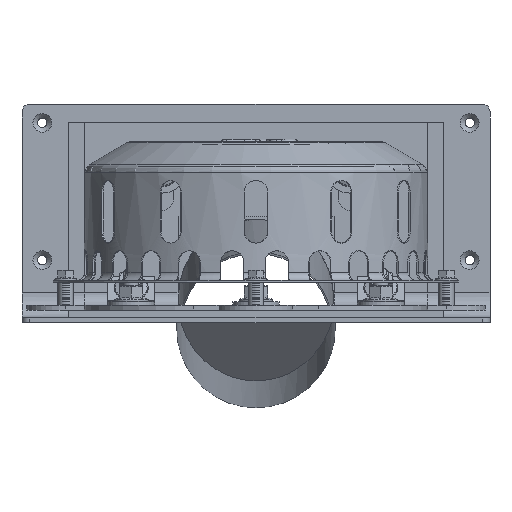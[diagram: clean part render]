
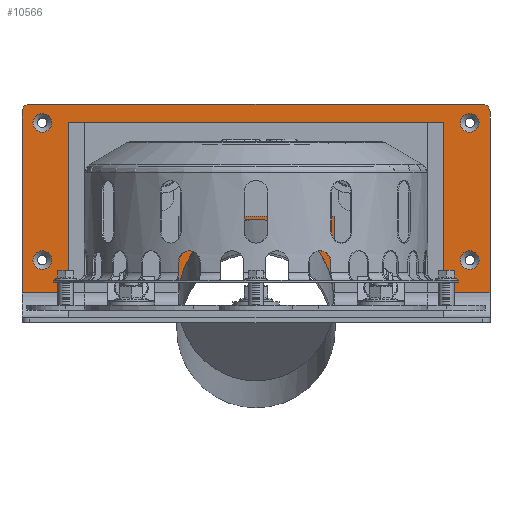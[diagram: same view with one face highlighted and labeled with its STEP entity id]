
A CAD part, left-side view. The second image highlights one B-rep face of the part: STEP entity #10566.
In plain terms, the highlighted planar face has unit normal (-1, 0, 0).
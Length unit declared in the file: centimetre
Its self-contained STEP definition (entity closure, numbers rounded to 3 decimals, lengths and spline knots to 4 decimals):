
#33=FACE_BOUND('',#3215,.T.);
#34=FACE_BOUND('',#3216,.T.);
#35=FACE_BOUND('',#3217,.T.);
#36=FACE_BOUND('',#3218,.T.);
#211=PLANE('',#11264);
#870=ELLIPSE('',#11266,49.6681,49.6);
#1057=LINE('',#15644,#1731);
#1059=LINE('',#15652,#1733);
#1068=LINE('',#15718,#1742);
#1069=LINE('',#15721,#1743);
#1070=LINE('',#15724,#1744);
#1731=VECTOR('',#12502,1.);
#1733=VECTOR('',#12508,1.);
#1742=VECTOR('',#12551,1.);
#1743=VECTOR('',#12554,1.);
#1744=VECTOR('',#12557,1.);
#2588=FACE_OUTER_BOUND('',#3214,.T.);
#3214=EDGE_LOOP('',(#7293,#7294,#7295,#7296,#7297,#7298,#7299,#7300));
#3215=EDGE_LOOP('',(#7301));
#3216=EDGE_LOOP('',(#7302));
#3217=EDGE_LOOP('',(#7303));
#3218=EDGE_LOOP('',(#7304));
#3920=CIRCLE('',#11253,6.);
#3922=CIRCLE('',#11256,6.);
#3924=CIRCLE('',#11259,6.);
#3926=CIRCLE('',#11262,6.);
#3928=CIRCLE('',#11265,5.);
#3929=CIRCLE('',#11267,5.);
#4468=VERTEX_POINT('',#15628);
#4469=VERTEX_POINT('',#15643);
#4472=VERTEX_POINT('',#15649);
#4473=VERTEX_POINT('',#15651);
#4480=VERTEX_POINT('',#15691);
#4482=VERTEX_POINT('',#15697);
#4484=VERTEX_POINT('',#15703);
#4486=VERTEX_POINT('',#15709);
#4488=VERTEX_POINT('',#15715);
#4489=VERTEX_POINT('',#15716);
#4490=VERTEX_POINT('',#15720);
#4491=VERTEX_POINT('',#15722);
#5550=EDGE_CURVE('',#4469,#4468,#1057,.T.);
#5554=EDGE_CURVE('',#4473,#4472,#1059,.T.);
#5563=EDGE_CURVE('',#4480,#4480,#3920,.T.);
#5566=EDGE_CURVE('',#4482,#4482,#3922,.T.);
#5569=EDGE_CURVE('',#4484,#4484,#3924,.T.);
#5572=EDGE_CURVE('',#4486,#4486,#3926,.T.);
#5575=EDGE_CURVE('',#4488,#4489,#3928,.T.);
#5576=EDGE_CURVE('',#4488,#4469,#1068,.T.);
#5577=EDGE_CURVE('',#4468,#4473,#870,.T.);
#5578=EDGE_CURVE('',#4472,#4490,#1069,.T.);
#5579=EDGE_CURVE('',#4491,#4490,#3929,.T.);
#5580=EDGE_CURVE('',#4489,#4491,#1070,.T.);
#7293=ORIENTED_EDGE('',*,*,#5575,.F.);
#7294=ORIENTED_EDGE('',*,*,#5576,.T.);
#7295=ORIENTED_EDGE('',*,*,#5550,.T.);
#7296=ORIENTED_EDGE('',*,*,#5577,.T.);
#7297=ORIENTED_EDGE('',*,*,#5554,.T.);
#7298=ORIENTED_EDGE('',*,*,#5578,.T.);
#7299=ORIENTED_EDGE('',*,*,#5579,.F.);
#7300=ORIENTED_EDGE('',*,*,#5580,.F.);
#7301=ORIENTED_EDGE('',*,*,#5563,.T.);
#7302=ORIENTED_EDGE('',*,*,#5566,.T.);
#7303=ORIENTED_EDGE('',*,*,#5569,.T.);
#7304=ORIENTED_EDGE('',*,*,#5572,.T.);
#10566=ADVANCED_FACE('',(#2588,#33,#34,#35,#36),#211,.T.);
#11253=AXIS2_PLACEMENT_3D('',#15692,#12521,#12522);
#11256=AXIS2_PLACEMENT_3D('',#15698,#12528,#12529);
#11259=AXIS2_PLACEMENT_3D('',#15704,#12535,#12536);
#11262=AXIS2_PLACEMENT_3D('',#15710,#12542,#12543);
#11264=AXIS2_PLACEMENT_3D('',#15714,#12547,#12548);
#11265=AXIS2_PLACEMENT_3D('',#15717,#12549,#12550);
#11266=AXIS2_PLACEMENT_3D('',#15719,#12552,#12553);
#11267=AXIS2_PLACEMENT_3D('',#15723,#12555,#12556);
#12502=DIRECTION('',(0.,-1.,0.));
#12508=DIRECTION('',(0.,-1.,0.));
#12521=DIRECTION('center_axis',(1.,0.,0.));
#12522=DIRECTION('ref_axis',(0.,-1.,0.));
#12528=DIRECTION('center_axis',(1.,0.,0.));
#12529=DIRECTION('ref_axis',(0.,-1.,0.));
#12535=DIRECTION('center_axis',(1.,0.,0.));
#12536=DIRECTION('ref_axis',(0.,-1.,0.));
#12542=DIRECTION('center_axis',(1.,0.,0.));
#12543=DIRECTION('ref_axis',(0.,-1.,0.));
#12547=DIRECTION('center_axis',(-1.,0.,0.));
#12548=DIRECTION('ref_axis',(0.,-1.,0.));
#12549=DIRECTION('center_axis',(1.,0.,0.));
#12550=DIRECTION('ref_axis',(0.,0.707,0.707));
#12551=DIRECTION('',(0.,0.,-1.));
#12552=DIRECTION('center_axis',(1.,0.,0.));
#12553=DIRECTION('ref_axis',(0.,0.,1.));
#12554=DIRECTION('',(0.,0.,1.));
#12555=DIRECTION('center_axis',(1.,0.,0.));
#12556=DIRECTION('ref_axis',(0.,-0.707,0.707));
#12557=DIRECTION('',(0.,-1.,0.));
#15628=CARTESIAN_POINT('',(329.2741,318.7204,19.));
#15643=CARTESIAN_POINT('',(329.2741,419.1756,19.));
#15644=CARTESIAN_POINT('',(329.2741,419.1756,19.));
#15649=CARTESIAN_POINT('',(329.2741,119.1756,19.));
#15651=CARTESIAN_POINT('',(329.2741,219.6308,19.));
#15652=CARTESIAN_POINT('',(329.2741,419.1756,19.));
#15691=CARTESIAN_POINT('',(329.2741,138.1756,40.));
#15692=CARTESIAN_POINT('Origin',(329.2741,132.1756,40.));
#15697=CARTESIAN_POINT('',(329.2741,412.1756,40.));
#15698=CARTESIAN_POINT('Origin',(329.2741,406.1756,40.));
#15703=CARTESIAN_POINT('',(329.2741,412.1756,128.));
#15704=CARTESIAN_POINT('Origin',(329.2741,406.1756,128.));
#15709=CARTESIAN_POINT('',(329.2741,138.1756,128.));
#15710=CARTESIAN_POINT('Origin',(329.2741,132.1756,128.));
#15714=CARTESIAN_POINT('Origin',(329.2741,419.1756,19.));
#15715=CARTESIAN_POINT('',(329.2741,419.1756,135.));
#15716=CARTESIAN_POINT('',(329.2741,414.1756,140.));
#15717=CARTESIAN_POINT('Origin',(329.2741,414.1756,135.));
#15718=CARTESIAN_POINT('',(329.2741,419.1756,140.));
#15719=CARTESIAN_POINT('Origin',(329.2741,269.1756,16.6572));
#15720=CARTESIAN_POINT('',(329.2741,119.1756,135.));
#15721=CARTESIAN_POINT('',(329.2741,119.1756,140.));
#15722=CARTESIAN_POINT('',(329.2741,124.1756,140.));
#15723=CARTESIAN_POINT('Origin',(329.2741,124.1756,135.));
#15724=CARTESIAN_POINT('',(329.2741,419.1756,140.));
